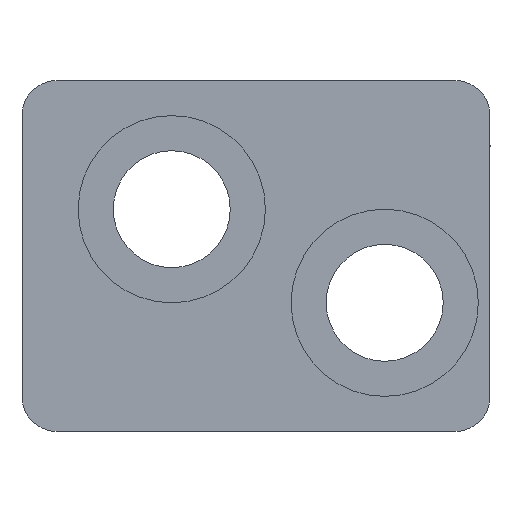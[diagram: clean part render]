
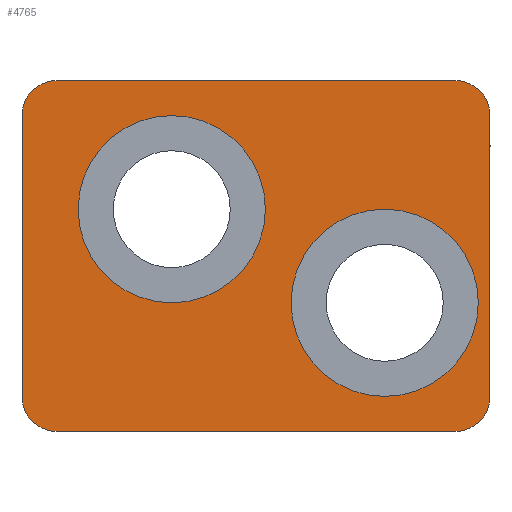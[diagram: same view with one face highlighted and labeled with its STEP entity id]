
A CAD part, left-side view. The second image highlights one B-rep face of the part: STEP entity #4765.
In plain terms, the highlighted planar face has unit normal (-1, 0, 0).
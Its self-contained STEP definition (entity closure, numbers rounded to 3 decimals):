
#435=CARTESIAN_POINT('',(-7.5,9.561,7.061));
#436=VERTEX_POINT('',#435);
#445=CARTESIAN_POINT('',(-7.5,8.5,7.5));
#446=VERTEX_POINT('',#445);
#447=CARTESIAN_POINT('',(-7.5,8.5,6.0));
#448=DIRECTION('',(1.,0.0,0.0));
#449=DIRECTION('',(0.0,0.707,0.707));
#450=AXIS2_PLACEMENT_3D('',#447,#448,#449);
#451=CIRCLE('',#450,1.5);
#452=EDGE_CURVE('',#436,#446,#451,.T.);
#479=CARTESIAN_POINT('',(-7.5,9.561,-7.061));
#480=VERTEX_POINT('',#479);
#496=CARTESIAN_POINT('',(-7.5,8.5,-7.5));
#497=VERTEX_POINT('',#496);
#504=CARTESIAN_POINT('',(-7.5,8.5,-6.0));
#505=DIRECTION('',(1.,0.0,0.0));
#506=DIRECTION('',(0.0,0.707,-0.707));
#507=AXIS2_PLACEMENT_3D('',#504,#505,#506);
#508=CIRCLE('',#507,1.5);
#509=EDGE_CURVE('',#497,#480,#508,.T.);
#519=CARTESIAN_POINT('',(-7.5,-9.561,-7.061));
#520=VERTEX_POINT('',#519);
#529=CARTESIAN_POINT('',(-7.5,-8.5,-7.5));
#530=VERTEX_POINT('',#529);
#531=CARTESIAN_POINT('',(-7.5,-8.5,-6.0));
#532=DIRECTION('',(1.,0.0,0.0));
#533=DIRECTION('',(0.0,-0.707,-0.707));
#534=AXIS2_PLACEMENT_3D('',#531,#532,#533);
#535=CIRCLE('',#534,1.5);
#536=EDGE_CURVE('',#520,#530,#535,.T.);
#647=CARTESIAN_POINT('',(-7.5,-9.561,7.061));
#648=VERTEX_POINT('',#647);
#664=CARTESIAN_POINT('',(-7.5,-8.5,7.5));
#665=VERTEX_POINT('',#664);
#672=CARTESIAN_POINT('',(-7.5,-8.5,6.0));
#673=DIRECTION('',(1.,0.0,0.0));
#674=DIRECTION('',(0.0,-0.707,0.707));
#675=AXIS2_PLACEMENT_3D('',#672,#673,#674);
#676=CIRCLE('',#675,1.5);
#677=EDGE_CURVE('',#665,#648,#676,.T.);
#689=CARTESIAN_POINT('',(-7.5,-0.4,2.0));
#690=VERTEX_POINT('',#689);
#706=CARTESIAN_POINT('',(-7.5,7.6,2.));
#707=VERTEX_POINT('',#706);
#714=CARTESIAN_POINT('',(-7.5,3.6,2.0));
#715=DIRECTION('',(1.0,0.0,0.0));
#716=DIRECTION('',(0.0,-1.0,0.0));
#717=AXIS2_PLACEMENT_3D('',#714,#715,#716);
#718=CIRCLE('',#717,4.0);
#719=EDGE_CURVE('',#690,#707,#718,.T.);
#731=CARTESIAN_POINT('',(-7.5,-9.5,-2.0));
#732=VERTEX_POINT('',#731);
#748=CARTESIAN_POINT('',(-7.5,-1.5,-2.0));
#749=VERTEX_POINT('',#748);
#756=CARTESIAN_POINT('',(-7.5,-5.5,-2.0));
#757=DIRECTION('',(1.0,0.0,0.0));
#758=DIRECTION('',(0.0,-1.0,0.0));
#759=AXIS2_PLACEMENT_3D('',#756,#757,#758);
#760=CIRCLE('',#759,4.0);
#761=EDGE_CURVE('',#732,#749,#760,.T.);
#4316=CARTESIAN_POINT('',(-7.5,-5.5,-2.0));
#4317=DIRECTION('',(1.0,0.0,0.0));
#4318=DIRECTION('',(0.0,-1.0,0.0));
#4319=AXIS2_PLACEMENT_3D('',#4316,#4317,#4318);
#4320=CIRCLE('',#4319,4.0);
#4321=EDGE_CURVE('',#749,#732,#4320,.T.);
#4360=CARTESIAN_POINT('',(-7.5,3.6,2.0));
#4361=DIRECTION('',(1.0,0.0,0.0));
#4362=DIRECTION('',(0.0,-1.0,0.0));
#4363=AXIS2_PLACEMENT_3D('',#4360,#4361,#4362);
#4364=CIRCLE('',#4363,4.0);
#4365=EDGE_CURVE('',#707,#690,#4364,.T.);
#4404=CARTESIAN_POINT('',(-7.5,-10.0,6.0));
#4405=VERTEX_POINT('',#4404);
#4406=CARTESIAN_POINT('',(-7.5,-8.5,6.0));
#4407=DIRECTION('',(1.,0.0,0.0));
#4408=DIRECTION('',(0.0,-0.707,0.707));
#4409=AXIS2_PLACEMENT_3D('',#4406,#4407,#4408);
#4410=CIRCLE('',#4409,1.5);
#4411=EDGE_CURVE('',#648,#4405,#4410,.T.);
#4566=CARTESIAN_POINT('',(-7.5,-10.0,-6.0));
#4567=VERTEX_POINT('',#4566);
#4574=CARTESIAN_POINT('',(-7.5,-8.5,-6.0));
#4575=DIRECTION('',(1.,0.0,0.0));
#4576=DIRECTION('',(0.0,-0.707,-0.707));
#4577=AXIS2_PLACEMENT_3D('',#4574,#4575,#4576);
#4578=CIRCLE('',#4577,1.5);
#4579=EDGE_CURVE('',#4567,#520,#4578,.T.);
#4598=CARTESIAN_POINT('',(-7.5,-10.0,-6.0));
#4599=DIRECTION('',(0.0,0.0,1.0));
#4600=VECTOR('',#4599,12.0);
#4601=LINE('',#4598,#4600);
#4602=EDGE_CURVE('',#4567,#4405,#4601,.T.);
#4679=CARTESIAN_POINT('',(-7.5,10.0,-6.0));
#4680=VERTEX_POINT('',#4679);
#4681=CARTESIAN_POINT('',(-7.5,8.5,-6.0));
#4682=DIRECTION('',(1.,0.0,0.0));
#4683=DIRECTION('',(0.0,0.707,-0.707));
#4684=AXIS2_PLACEMENT_3D('',#4681,#4682,#4683);
#4685=CIRCLE('',#4684,1.5);
#4686=EDGE_CURVE('',#480,#4680,#4685,.T.);
#4704=CARTESIAN_POINT('',(-7.5,10.0,6.0));
#4705=VERTEX_POINT('',#4704);
#4706=CARTESIAN_POINT('',(-7.5,10.0,-6.0));
#4707=DIRECTION('',(0.0,0.0,1.0));
#4708=VECTOR('',#4707,12.0);
#4709=LINE('',#4706,#4708);
#4710=EDGE_CURVE('',#4680,#4705,#4709,.T.);
#4722=CARTESIAN_POINT('',(-7.5,-10.0,-7.5));
#4723=DIRECTION('',(-1.0,0.0,0.0));
#4724=DIRECTION('',(0.0,0.0,1.0));
#4725=AXIS2_PLACEMENT_3D('',#4722,#4723,#4724);
#4726=PLANE('',#4725);
#4727=ORIENTED_EDGE('',*,*,#677,.F.);
#4728=CARTESIAN_POINT('',(-7.5,-8.5,7.5));
#4729=DIRECTION('',(0.0,1.0,0.0));
#4730=VECTOR('',#4729,17.);
#4731=LINE('',#4728,#4730);
#4732=EDGE_CURVE('',#665,#446,#4731,.T.);
#4733=ORIENTED_EDGE('',*,*,#4732,.T.);
#4734=ORIENTED_EDGE('',*,*,#452,.F.);
#4735=CARTESIAN_POINT('',(-7.5,8.5,6.0));
#4736=DIRECTION('',(1.,0.0,0.0));
#4737=DIRECTION('',(0.0,0.707,0.707));
#4738=AXIS2_PLACEMENT_3D('',#4735,#4736,#4737);
#4739=CIRCLE('',#4738,1.5);
#4740=EDGE_CURVE('',#4705,#436,#4739,.T.);
#4741=ORIENTED_EDGE('',*,*,#4740,.F.);
#4742=ORIENTED_EDGE('',*,*,#4710,.F.);
#4743=ORIENTED_EDGE('',*,*,#4686,.F.);
#4744=ORIENTED_EDGE('',*,*,#509,.F.);
#4745=CARTESIAN_POINT('',(-7.5,8.5,-7.5));
#4746=DIRECTION('',(0.0,-1.0,0.0));
#4747=VECTOR('',#4746,17.);
#4748=LINE('',#4745,#4747);
#4749=EDGE_CURVE('',#497,#530,#4748,.T.);
#4750=ORIENTED_EDGE('',*,*,#4749,.T.);
#4751=ORIENTED_EDGE('',*,*,#536,.F.);
#4752=ORIENTED_EDGE('',*,*,#4579,.F.);
#4753=ORIENTED_EDGE('',*,*,#4602,.T.);
#4754=ORIENTED_EDGE('',*,*,#4411,.F.);
#4755=EDGE_LOOP('',(#4727,#4733,#4734,#4741,#4742,#4743,#4744,#4750,#4751,#4752,#4753,#4754));
#4756=FACE_OUTER_BOUND('',#4755,.T.);
#4757=ORIENTED_EDGE('',*,*,#761,.T.);
#4758=ORIENTED_EDGE('',*,*,#4321,.T.);
#4759=EDGE_LOOP('',(#4757,#4758));
#4760=FACE_BOUND('',#4759,.T.);
#4761=ORIENTED_EDGE('',*,*,#719,.T.);
#4762=ORIENTED_EDGE('',*,*,#4365,.T.);
#4763=EDGE_LOOP('',(#4761,#4762));
#4764=FACE_BOUND('',#4763,.T.);
#4765=ADVANCED_FACE('',(#4756,#4760,#4764),#4726,.T.);
